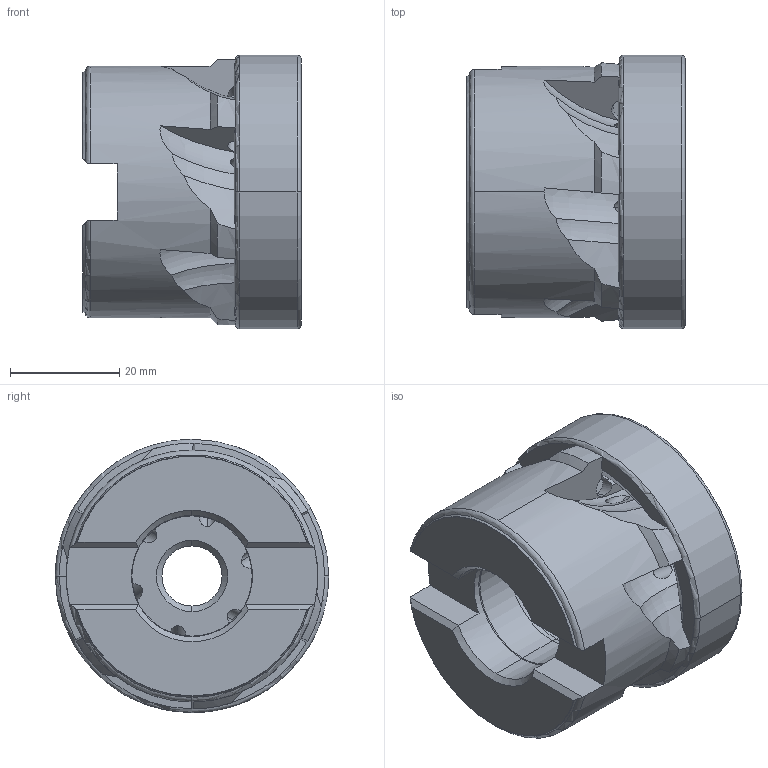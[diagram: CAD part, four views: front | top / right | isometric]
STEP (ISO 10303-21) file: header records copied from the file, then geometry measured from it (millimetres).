
FILE_DESCRIPTION (( 'STEP AP214' ), '1' );
FILE_NAME ('90PP-050-77-6.STEP', '2012-11-07T10:15:43', ( '' ), ( '' ), 'SwSTEP 2.0', 'SolidWorks 2012', '' );
FILE_SCHEMA (( 'AUTOMOTIVE_DESIGN' ));
Length unit declared in the file: millimetre
Products named in the file (1): 90PP-050-77-6
Bounding box: 40 x 50 x 50 mm (x, y, z)
Volume: 50432.2 mm3; surface area: 14766.3 mm2
Topology: 1 solids, 1 shells, 227 faces, 688 edges, 447 vertices
Faces by surface type: plane 82, cylinder 77, cone 46, torus 22
Entity records: 8960 total; most frequent: CARTESIAN_POINT 2948, ORIENTED_EDGE 1376, DIRECTION 1033, EDGE_CURVE 688, VERTEX_POINT 447, AXIS2_PLACEMENT_3D 408, EDGE_LOOP 237, ADVANCED_FACE 227
